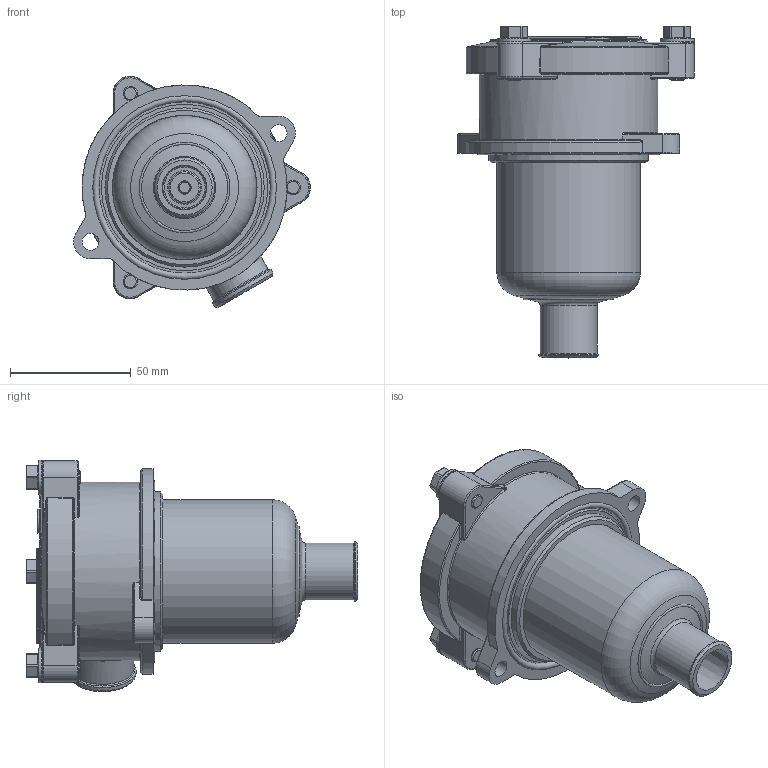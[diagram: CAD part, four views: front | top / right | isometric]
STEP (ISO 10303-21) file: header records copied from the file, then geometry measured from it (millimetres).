
FILE_DESCRIPTION(/* description */ ('Unknown'),/* implementation_level */ '2;1');
FILE_NAME(/* name */ 'OF.50000-001',/* time_stamp */ '2023-07-27T11:17:14+02:00',/* author */ ('Unknown'),/* organization */ ('Unknown'),/* preprocessor_version */ 'ST-DEVELOPER v18.102',/* originating_system */ 'Solid Edge',/* authorisation */ 'Unknown');
FILE_SCHEMA (('AUTOMOTIVE_DESIGN {1 0 10303 214 3 1 1}'));
Length unit declared in the file: millimetre
Products named in the file (2): OF; OF.50000
Assembly tree (1 placements, depth 2):
  OF
    OF.50000
Bounding box: 98.07 x 137.48 x 95.87 mm (x, y, z)
Volume: 122100.5 mm3; surface area: 87312.7 mm2
Topology: 2 solids, 7 shells, 644 faces, 1421 edges, 793 vertices
Faces by surface type: cylinder 214, plane 194, torus 112, bspline 59, sphere 39, cone 26
Full cylindrical faces by diameter (mm): 5 x1, 5.5 x3, 6 x6, 7 x5, 8.8 x1, 9.85 x1, 11 x1, 13 x1, 14.2 x3, 18 x1, 19 x1, 23.6 x1, 24 x1, 25 x1, 26 x1, 28 x1, 30.5 x1, 56.5 x1, 59.5 x1, 60 x1, 61 x1, 66 x1, 67.5 x1, 68.5 x1, 69 x2, 72 x1, 74 x1, 76 x1, 81 x1
Entity records: 19087 total; most frequent: CARTESIAN_POINT 6156, DIRECTION 2628, ORIENTED_EDGE 2550, EDGE_CURVE 1275, AXIS2_PLACEMENT_3D 1069, EDGE_LOOP 780, FACE_BOUND 780, VERTEX_POINT 763
